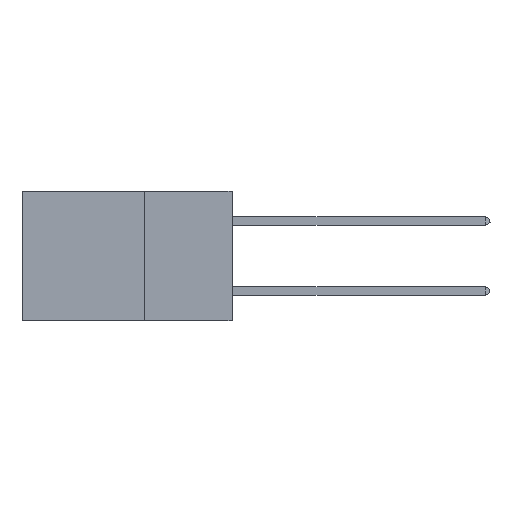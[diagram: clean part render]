
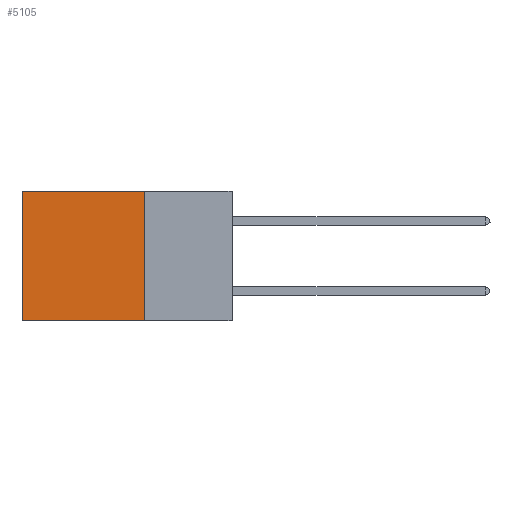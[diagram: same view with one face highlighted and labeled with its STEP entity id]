
A CAD part, left-side view. The second image highlights one B-rep face of the part: STEP entity #5105.
In plain terms, the highlighted planar face has unit normal (-1, 0, 0).
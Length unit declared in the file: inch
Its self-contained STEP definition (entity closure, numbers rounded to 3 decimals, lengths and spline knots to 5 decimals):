
#362 = VERTEX_POINT ( 'NONE', #16750 ) ;
#368 = EDGE_CURVE ( 'NONE', #362, #9348, #16947, .T. ) ;
#408 = EDGE_CURVE ( 'NONE', #4897, #7755, #14475, .T. ) ;
#874 = LINE ( 'NONE', #6859, #5250 ) ;
#938 = DIRECTION ( 'NONE',  ( 0., 1., 0. ) ) ;
#2819 = CARTESIAN_POINT ( 'NONE',  ( 0.2875, 0.25, -0.37 ) ) ;
#3704 = CARTESIAN_POINT ( 'NONE',  ( 0.2875, 0.6, 0. ) ) ;
#4897 = VERTEX_POINT ( 'NONE', #7188 ) ;
#5105 = ADVANCED_FACE ( 'NONE', ( #19086 ), #11929, .F. ) ;
#5250 = VECTOR ( 'NONE', #6764, 39.37008 ) ;
#5490 = CARTESIAN_POINT ( 'NONE',  ( 0.2875, 0.25, 0. ) ) ;
#5927 = DIRECTION ( 'NONE',  ( 1., 0., 0. ) ) ;
#6673 = CARTESIAN_POINT ( 'NONE',  ( 0.2875, 0.6, -0.37 ) ) ;
#6684 = ORIENTED_EDGE ( 'NONE', *, *, #408, .F. ) ;
#6764 = DIRECTION ( 'NONE',  ( 0., 1., 0. ) ) ;
#6859 = CARTESIAN_POINT ( 'NONE',  ( 0.2875, 0.25, -0.37 ) ) ;
#7188 = CARTESIAN_POINT ( 'NONE',  ( 0.2875, 0.25, 0. ) ) ;
#7354 = EDGE_LOOP ( 'NONE', ( #12112, #8270, #6684, #11364 ) ) ;
#7755 = VERTEX_POINT ( 'NONE', #2819 ) ;
#8182 = EDGE_CURVE ( 'NONE', #7755, #9348, #874, .T. ) ;
#8270 = ORIENTED_EDGE ( 'NONE', *, *, #8182, .F. ) ;
#9200 = DIRECTION ( 'NONE',  ( 0., 0., -1. ) ) ;
#9348 = VERTEX_POINT ( 'NONE', #6673 ) ;
#9712 = LINE ( 'NONE', #18334, #13957 ) ;
#10124 = VECTOR ( 'NONE', #9200, 39.37008 ) ;
#10278 = DIRECTION ( 'NONE',  ( 0., 0., -1. ) ) ;
#10292 = EDGE_CURVE ( 'NONE', #4897, #362, #9712, .T. ) ;
#11364 = ORIENTED_EDGE ( 'NONE', *, *, #10292, .T. ) ;
#11929 = PLANE ( 'NONE',  #15262 ) ;
#12112 = ORIENTED_EDGE ( 'NONE', *, *, #368, .T. ) ;
#13459 = CARTESIAN_POINT ( 'NONE',  ( 0.2875, 0.25, 0. ) ) ;
#13957 = VECTOR ( 'NONE', #938, 39.37008 ) ;
#14475 = LINE ( 'NONE', #5490, #18814 ) ;
#15262 = AXIS2_PLACEMENT_3D ( 'NONE', #13459, #5927, #10278 ) ;
#16750 = CARTESIAN_POINT ( 'NONE',  ( 0.2875, 0.6, 0. ) ) ;
#16947 = LINE ( 'NONE', #3704, #10124 ) ;
#18334 = CARTESIAN_POINT ( 'NONE',  ( 0.2875, 0.25, 0. ) ) ;
#18746 = DIRECTION ( 'NONE',  ( 0., 0., -1. ) ) ;
#18814 = VECTOR ( 'NONE', #18746, 39.37008 ) ;
#19086 = FACE_OUTER_BOUND ( 'NONE', #7354, .T. ) ;
